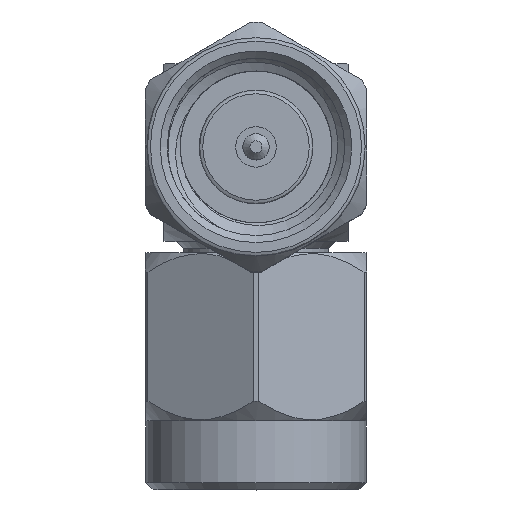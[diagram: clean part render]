
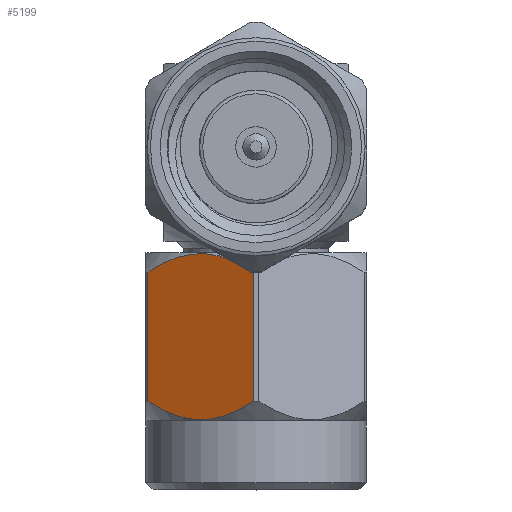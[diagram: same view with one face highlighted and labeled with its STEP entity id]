
A CAD part, top view. The second image highlights one B-rep face of the part: STEP entity #5199.
In plain terms, the highlighted face is planar.
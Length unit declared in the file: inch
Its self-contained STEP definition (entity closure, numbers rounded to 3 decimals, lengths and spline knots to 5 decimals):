
#175 = CARTESIAN_POINT ( 'NONE',  ( 0.17151, 0.35803, -0.01544 ) ) ;
#200 = CARTESIAN_POINT ( 'NONE',  ( 0.09253, 0.16843, -0.15223 ) ) ;
#607 = CARTESIAN_POINT ( 'NONE',  ( 0.09253, 0.35049, -0.15223 ) ) ;
#1065 = CARTESIAN_POINT ( 'NONE',  ( 0.09253, -0.05, -0.15223 ) ) ;
#1161 = LINE ( 'NONE', #1065, #5223 ) ;
#1311 = CARTESIAN_POINT ( 'NONE',  ( 0.13149, 0.37657, -0.08475 ) ) ;
#1407 = CARTESIAN_POINT ( 'NONE',  ( 0.14277, 0.37594, -0.06521 ) ) ;
#1616 = PLANE ( 'NONE',  #4251 ) ;
#1671 = CARTESIAN_POINT ( 'NONE',  ( 0.14294, 0.14301, -0.06493 ) ) ;
#2053 = VERTEX_POINT ( 'NONE', #7310 ) ;
#2168 = CARTESIAN_POINT ( 'NONE',  ( 0.11655, 0.37146, -0.11063 ) ) ;
#2220 = CARTESIAN_POINT ( 'NONE',  ( 0.15397, 0.37152, -0.04582 ) ) ;
#2432 = CARTESIAN_POINT ( 'NONE',  ( 0.15408, 0.14746, -0.04562 ) ) ;
#2612 = EDGE_CURVE ( 'NONE', #5393, #7760, #2989, .T. ) ;
#2989 = B_SPLINE_CURVE_WITH_KNOTS ( 'NONE', 3,
 ( #4054, #3285, #7757, #2432, #7141, #1671, #9341, #7801, #4665, #8533, #3954, #6184, #8678, #5375 ),
 .UNSPECIFIED., .F., .F.,
 ( 4, 2, 2, 2, 2, 2, 4 ),
 ( 0., 0.00114, 0.00171, 0.00228, 0.00285, 0.00342, 0.00456 ),
 .UNSPECIFIED. ) ;
#3285 = CARTESIAN_POINT ( 'NONE',  ( 0.17152, 0.16091, -0.01541 ) ) ;
#3491 = VECTOR ( 'NONE', #5241, 39.37008 ) ;
#3565 = LINE ( 'NONE', #4376, #3491 ) ;
#3954 = CARTESIAN_POINT ( 'NONE',  ( 0.11667, 0.1474, -0.11043 ) ) ;
#3982 = EDGE_LOOP ( 'NONE', ( #6880, #7396, #8806, #4951 ) ) ;
#4054 = CARTESIAN_POINT ( 'NONE',  ( 0.1781, 0.16843, -0.00402 ) ) ;
#4251 = AXIS2_PLACEMENT_3D ( 'NONE', #5422, #6938, #4704 ) ;
#4376 = CARTESIAN_POINT ( 'NONE',  ( 0.1781, -0.05, -0.00402 ) ) ;
#4401 = CARTESIAN_POINT ( 'NONE',  ( 0.16471, 0.36452, -0.02721 ) ) ;
#4657 = FACE_OUTER_BOUND ( 'NONE', #3982, .T. ) ;
#4665 = CARTESIAN_POINT ( 'NONE',  ( 0.12786, 0.14298, -0.09104 ) ) ;
#4704 = DIRECTION ( 'NONE',  ( -0.5, 0., -0.866 ) ) ;
#4951 = ORIENTED_EDGE ( 'NONE', *, *, #5160, .T. ) ;
#4954 = EDGE_CURVE ( 'NONE', #6073, #7760, #1161, .T. ) ;
#5160 = EDGE_CURVE ( 'NONE', #6073, #2053, #9741, .T. ) ;
#5168 = CARTESIAN_POINT ( 'NONE',  ( 0.09911, 0.35801, -0.14084 ) ) ;
#5199 = ADVANCED_FACE ( 'NONE', ( #4657 ), #1616, .T. ) ;
#5223 = VECTOR ( 'NONE', #5831, 39.37008 ) ;
#5241 = DIRECTION ( 'NONE',  ( 0., 1., 0. ) ) ;
#5266 = CARTESIAN_POINT ( 'NONE',  ( 0.1277, 0.37591, -0.09132 ) ) ;
#5375 = CARTESIAN_POINT ( 'NONE',  ( 0.09253, 0.16843, -0.15223 ) ) ;
#5393 = VERTEX_POINT ( 'NONE', #8763 ) ;
#5422 = CARTESIAN_POINT ( 'NONE',  ( 0.18042, 0.11792, 0. ) ) ;
#5831 = DIRECTION ( 'NONE',  ( 0., -1., 0. ) ) ;
#6023 = CARTESIAN_POINT ( 'NONE',  ( 0.09253, 0.35049, -0.15223 ) ) ;
#6073 = VERTEX_POINT ( 'NONE', #607 ) ;
#6184 = CARTESIAN_POINT ( 'NONE',  ( 0.10592, 0.15441, -0.12904 ) ) ;
#6880 = ORIENTED_EDGE ( 'NONE', *, *, #7493, .F. ) ;
#6938 = DIRECTION ( 'NONE',  ( 0.866, 0., -0.5 ) ) ;
#7088 = CARTESIAN_POINT ( 'NONE',  ( 0.1781, 0.35049, -0.00402 ) ) ;
#7141 = CARTESIAN_POINT ( 'NONE',  ( 0.15044, 0.14559, -0.05193 ) ) ;
#7310 = CARTESIAN_POINT ( 'NONE',  ( 0.1781, 0.35049, -0.00402 ) ) ;
#7396 = ORIENTED_EDGE ( 'NONE', *, *, #2612, .T. ) ;
#7493 = EDGE_CURVE ( 'NONE', #5393, #2053, #3565, .T. ) ;
#7594 = CARTESIAN_POINT ( 'NONE',  ( 0.15026, 0.37341, -0.05223 ) ) ;
#7757 = CARTESIAN_POINT ( 'NONE',  ( 0.16475, 0.15445, -0.02715 ) ) ;
#7760 = VERTEX_POINT ( 'NONE', #200 ) ;
#7801 = CARTESIAN_POINT ( 'NONE',  ( 0.13161, 0.14233, -0.08454 ) ) ;
#8261 = CARTESIAN_POINT ( 'NONE',  ( 0.12019, 0.37333, -0.10432 ) ) ;
#8361 = CARTESIAN_POINT ( 'NONE',  ( 0.13902, 0.37659, -0.07171 ) ) ;
#8533 = CARTESIAN_POINT ( 'NONE',  ( 0.12037, 0.14551, -0.10402 ) ) ;
#8678 = CARTESIAN_POINT ( 'NONE',  ( 0.09912, 0.16089, -0.14081 ) ) ;
#8763 = CARTESIAN_POINT ( 'NONE',  ( 0.1781, 0.16843, -0.00402 ) ) ;
#8806 = ORIENTED_EDGE ( 'NONE', *, *, #4954, .F. ) ;
#9121 = CARTESIAN_POINT ( 'NONE',  ( 0.10588, 0.36447, -0.1291 ) ) ;
#9341 = CARTESIAN_POINT ( 'NONE',  ( 0.13914, 0.14235, -0.0715 ) ) ;
#9741 = B_SPLINE_CURVE_WITH_KNOTS ( 'NONE', 3,
 ( #6023, #5168, #9121, #2168, #8261, #5266, #1311, #8361, #1407, #7594, #2220, #4401, #175, #7088 ),
 .UNSPECIFIED., .F., .F.,
 ( 4, 2, 2, 2, 2, 2, 4 ),
 ( 0., 0.00114, 0.00171, 0.00228, 0.00285, 0.00342, 0.00456 ),
 .UNSPECIFIED. ) ;
